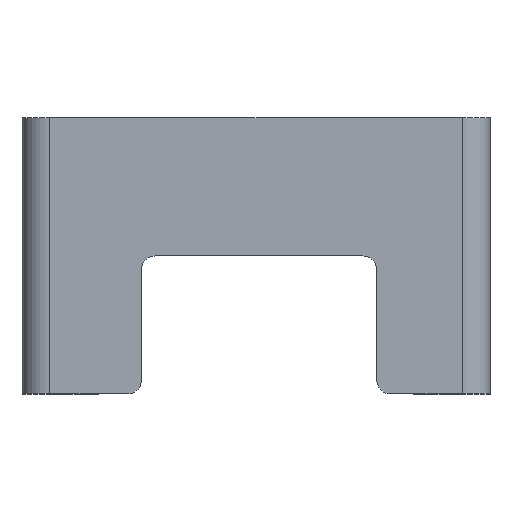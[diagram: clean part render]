
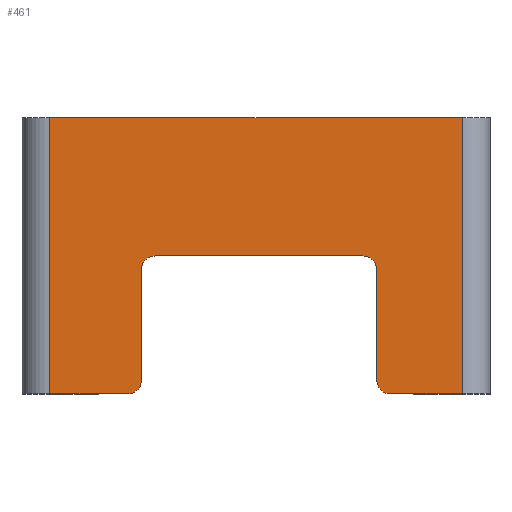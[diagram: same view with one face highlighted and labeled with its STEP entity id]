
A CAD part, top view. The second image highlights one B-rep face of the part: STEP entity #461.
In plain terms, the highlighted planar face has unit normal (0, 0, 1).
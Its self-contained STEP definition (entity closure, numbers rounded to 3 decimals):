
#27=PLANE('',#509);
#47=FACE_OUTER_BOUND('',#71,.T.);
#71=EDGE_LOOP('',(#353,#354,#355,#356,#357,#358,#359,#360,#361,#362,#363,
#364));
#91=LINE('',#692,#141);
#101=LINE('',#721,#151);
#104=LINE('',#729,#154);
#106=LINE('',#735,#156);
#107=LINE('',#737,#157);
#108=LINE('',#739,#158);
#109=LINE('',#741,#159);
#110=LINE('',#742,#160);
#141=VECTOR('',#553,10.);
#151=VECTOR('',#577,10.);
#154=VECTOR('',#586,10.);
#156=VECTOR('',#594,10.);
#157=VECTOR('',#595,10.);
#158=VECTOR('',#596,10.);
#159=VECTOR('',#597,10.);
#160=VECTOR('',#598,10.);
#187=CIRCLE('',#494,1.);
#192=CIRCLE('',#502,1.);
#193=CIRCLE('',#505,1.);
#194=CIRCLE('',#508,1.);
#203=VERTEX_POINT('',#679);
#204=VERTEX_POINT('',#680);
#208=VERTEX_POINT('',#690);
#218=VERTEX_POINT('',#714);
#219=VERTEX_POINT('',#716);
#220=VERTEX_POINT('',#720);
#221=VERTEX_POINT('',#724);
#222=VERTEX_POINT('',#728);
#223=VERTEX_POINT('',#734);
#224=VERTEX_POINT('',#736);
#225=VERTEX_POINT('',#738);
#226=VERTEX_POINT('',#740);
#247=EDGE_CURVE('',#203,#204,#187,.T.);
#253=EDGE_CURVE('',#203,#208,#91,.T.);
#265=EDGE_CURVE('',#218,#219,#192,.T.);
#267=EDGE_CURVE('',#220,#219,#101,.T.);
#269=EDGE_CURVE('',#220,#221,#193,.T.);
#271=EDGE_CURVE('',#222,#221,#104,.T.);
#273=EDGE_CURVE('',#222,#208,#194,.T.);
#274=EDGE_CURVE('',#223,#218,#106,.T.);
#275=EDGE_CURVE('',#224,#223,#107,.T.);
#276=EDGE_CURVE('',#225,#224,#108,.T.);
#277=EDGE_CURVE('',#226,#225,#109,.T.);
#278=EDGE_CURVE('',#204,#226,#110,.T.);
#353=ORIENTED_EDGE('',*,*,#247,.F.);
#354=ORIENTED_EDGE('',*,*,#253,.T.);
#355=ORIENTED_EDGE('',*,*,#273,.F.);
#356=ORIENTED_EDGE('',*,*,#271,.T.);
#357=ORIENTED_EDGE('',*,*,#269,.F.);
#358=ORIENTED_EDGE('',*,*,#267,.T.);
#359=ORIENTED_EDGE('',*,*,#265,.F.);
#360=ORIENTED_EDGE('',*,*,#274,.F.);
#361=ORIENTED_EDGE('',*,*,#275,.F.);
#362=ORIENTED_EDGE('',*,*,#276,.F.);
#363=ORIENTED_EDGE('',*,*,#277,.F.);
#364=ORIENTED_EDGE('',*,*,#278,.F.);
#461=ADVANCED_FACE('',(#47),#27,.T.);
#494=AXIS2_PLACEMENT_3D('',#681,#543,#544);
#502=AXIS2_PLACEMENT_3D('',#717,#572,#573);
#505=AXIS2_PLACEMENT_3D('',#725,#581,#582);
#508=AXIS2_PLACEMENT_3D('',#732,#590,#591);
#509=AXIS2_PLACEMENT_3D('',#733,#592,#593);
#543=DIRECTION('center_axis',(0.,0.,-1.));
#544=DIRECTION('ref_axis',(0.707,-0.707,0.));
#553=DIRECTION('',(0.,1.,0.));
#572=DIRECTION('center_axis',(0.,0.,-1.));
#573=DIRECTION('ref_axis',(-0.707,-0.707,0.));
#577=DIRECTION('',(0.,-1.,0.));
#581=DIRECTION('center_axis',(0.,0.,1.));
#582=DIRECTION('ref_axis',(0.707,0.707,0.));
#586=DIRECTION('',(1.,0.,0.));
#590=DIRECTION('center_axis',(0.,0.,1.));
#591=DIRECTION('ref_axis',(-0.707,0.707,0.));
#592=DIRECTION('center_axis',(0.,0.,1.));
#593=DIRECTION('ref_axis',(-1.,0.,0.));
#594=DIRECTION('',(-1.,0.,0.));
#595=DIRECTION('',(0.,-1.,0.));
#596=DIRECTION('',(1.,0.,0.));
#597=DIRECTION('',(0.,1.,0.));
#598=DIRECTION('',(-1.,0.,0.));
#679=CARTESIAN_POINT('',(-8.3,6.182,2.65));
#680=CARTESIAN_POINT('',(-9.3,5.182,2.65));
#681=CARTESIAN_POINT('Origin',(-9.3,6.182,2.65));
#690=CARTESIAN_POINT('',(-8.3,14.182,2.65));
#692=CARTESIAN_POINT('',(-8.3,15.182,2.65));
#714=CARTESIAN_POINT('',(9.75,5.182,2.65));
#716=CARTESIAN_POINT('',(8.75,6.182,2.65));
#717=CARTESIAN_POINT('Origin',(9.75,6.182,2.65));
#720=CARTESIAN_POINT('',(8.75,14.182,2.65));
#721=CARTESIAN_POINT('',(8.75,15.182,2.65));
#724=CARTESIAN_POINT('',(7.75,15.182,2.65));
#725=CARTESIAN_POINT('Origin',(7.75,14.182,2.65));
#728=CARTESIAN_POINT('',(-7.3,15.182,2.65));
#729=CARTESIAN_POINT('',(8.587,15.182,2.65));
#732=CARTESIAN_POINT('Origin',(-7.3,14.182,2.65));
#733=CARTESIAN_POINT('Origin',(16.95,25.182,2.65));
#734=CARTESIAN_POINT('',(14.95,5.182,2.65));
#735=CARTESIAN_POINT('',(0.,5.182,2.65));
#736=CARTESIAN_POINT('',(14.95,25.182,2.65));
#737=CARTESIAN_POINT('',(14.95,25.182,2.65));
#738=CARTESIAN_POINT('',(-14.95,25.182,2.65));
#739=CARTESIAN_POINT('',(0.,25.182,2.65));
#740=CARTESIAN_POINT('',(-14.95,5.182,2.65));
#741=CARTESIAN_POINT('',(-14.95,25.182,2.65));
#742=CARTESIAN_POINT('',(0.,5.182,2.65));
